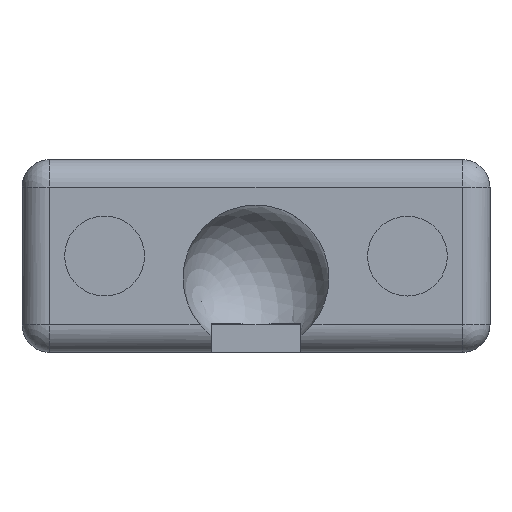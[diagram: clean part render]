
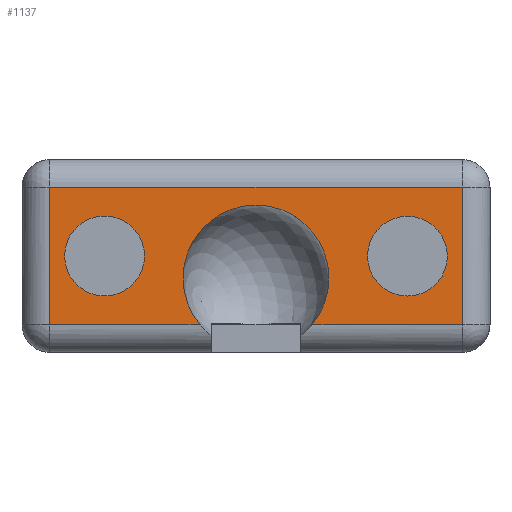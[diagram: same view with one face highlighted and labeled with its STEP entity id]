
A CAD part, left-side view. The second image highlights one B-rep face of the part: STEP entity #1137.
In plain terms, the highlighted planar face has unit normal (-1, 0, 0).
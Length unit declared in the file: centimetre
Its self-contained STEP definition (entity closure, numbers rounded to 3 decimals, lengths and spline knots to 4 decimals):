
#15=FACE_BOUND('',#353,.T.);
#16=FACE_BOUND('',#354,.T.);
#40=PLANE('',#1269);
#90=LINE('',#1920,#167);
#91=LINE('',#1923,#168);
#93=LINE('',#1943,#170);
#95=LINE('',#1959,#172);
#96=LINE('',#1961,#173);
#167=VECTOR('',#1518,1.);
#168=VECTOR('',#1521,1.);
#170=VECTOR('',#1549,1.);
#172=VECTOR('',#1569,1.);
#173=VECTOR('',#1570,1.);
#280=FACE_OUTER_BOUND('',#352,.T.);
#352=EDGE_LOOP('',(#921,#922,#923,#924,#925,#926));
#353=EDGE_LOOP('',(#927));
#354=EDGE_LOOP('',(#928));
#400=CIRCLE('',#1189,0.1451);
#402=CIRCLE('',#1193,0.145);
#447=CIRCLE('',#1270,0.265);
#497=VERTEX_POINT('',#1796);
#499=VERTEX_POINT('',#1803);
#532=VERTEX_POINT('',#1915);
#533=VERTEX_POINT('',#1918);
#534=VERTEX_POINT('',#1922);
#538=VERTEX_POINT('',#1938);
#544=VERTEX_POINT('',#1958);
#545=VERTEX_POINT('',#1960);
#601=EDGE_CURVE('',#497,#497,#400,.T.);
#604=EDGE_CURVE('',#499,#499,#402,.T.);
#663=EDGE_CURVE('',#532,#533,#90,.T.);
#664=EDGE_CURVE('',#533,#534,#91,.T.);
#675=EDGE_CURVE('',#538,#532,#93,.T.);
#682=EDGE_CURVE('',#538,#544,#95,.T.);
#683=EDGE_CURVE('',#545,#534,#96,.T.);
#684=EDGE_CURVE('',#544,#545,#447,.T.);
#921=ORIENTED_EDGE('',*,*,#682,.F.);
#922=ORIENTED_EDGE('',*,*,#675,.T.);
#923=ORIENTED_EDGE('',*,*,#663,.T.);
#924=ORIENTED_EDGE('',*,*,#664,.T.);
#925=ORIENTED_EDGE('',*,*,#683,.F.);
#926=ORIENTED_EDGE('',*,*,#684,.F.);
#927=ORIENTED_EDGE('',*,*,#604,.T.);
#928=ORIENTED_EDGE('',*,*,#601,.T.);
#1137=ADVANCED_FACE('',(#280,#15,#16),#40,.F.);
#1189=AXIS2_PLACEMENT_3D('',#1797,#1373,#1374);
#1193=AXIS2_PLACEMENT_3D('',#1804,#1382,#1383);
#1269=AXIS2_PLACEMENT_3D('',#1957,#1567,#1568);
#1270=AXIS2_PLACEMENT_3D('',#1962,#1571,#1572);
#1373=DIRECTION('center_axis',(1.,0.,0.));
#1374=DIRECTION('ref_axis',(0.,-1.,0.));
#1382=DIRECTION('center_axis',(1.,0.,0.));
#1383=DIRECTION('ref_axis',(0.,-1.,0.));
#1518=DIRECTION('',(0.,1.,0.));
#1521=DIRECTION('',(0.,0.,-1.));
#1549=DIRECTION('',(0.,0.,1.));
#1567=DIRECTION('center_axis',(1.,0.,0.));
#1568=DIRECTION('ref_axis',(0.,0.,-1.));
#1569=DIRECTION('',(0.,1.,0.));
#1570=DIRECTION('',(0.,1.,0.));
#1571=DIRECTION('center_axis',(-1.,0.,0.));
#1572=DIRECTION('ref_axis',(0.,0.,1.));
#1796=CARTESIAN_POINT('',(-4.802,0.6957,0.3501));
#1797=CARTESIAN_POINT('Origin',(-4.802,0.5506,0.3501));
#1803=CARTESIAN_POINT('',(-4.802,-0.4046,0.3496));
#1804=CARTESIAN_POINT('Origin',(-4.802,-0.5496,0.3496));
#1915=CARTESIAN_POINT('',(-4.802,-0.7495,0.6));
#1918=CARTESIAN_POINT('',(-4.802,0.7505,0.6));
#1920=CARTESIAN_POINT('',(-4.802,-0.7495,0.6));
#1922=CARTESIAN_POINT('',(-4.802,0.7505,0.1));
#1923=CARTESIAN_POINT('',(-4.802,0.7505,0.1));
#1938=CARTESIAN_POINT('',(-4.802,-0.7495,0.1));
#1943=CARTESIAN_POINT('',(-4.802,-0.7495,0.1));
#1957=CARTESIAN_POINT('Origin',(-4.802,0.0005,
0.3493));
#1958=CARTESIAN_POINT('',(-4.802,-0.2028,0.1));
#1959=CARTESIAN_POINT('',(-4.802,-0.1612,0.1));
#1960=CARTESIAN_POINT('',(-4.802,0.2038,0.1));
#1961=CARTESIAN_POINT('',(-4.802,0.1606,0.1));
#1962=CARTESIAN_POINT('Origin',(-4.802,0.0005,
0.27));
